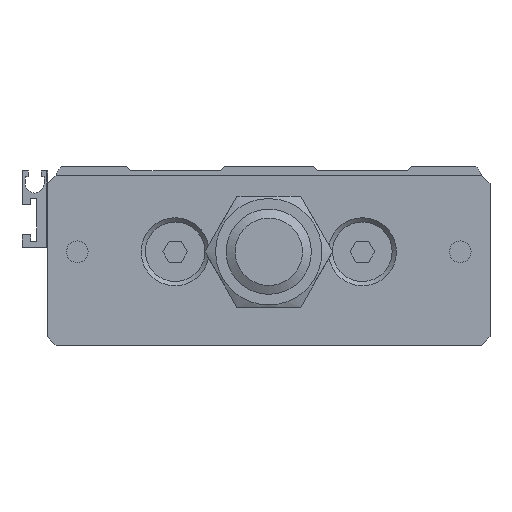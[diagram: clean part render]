
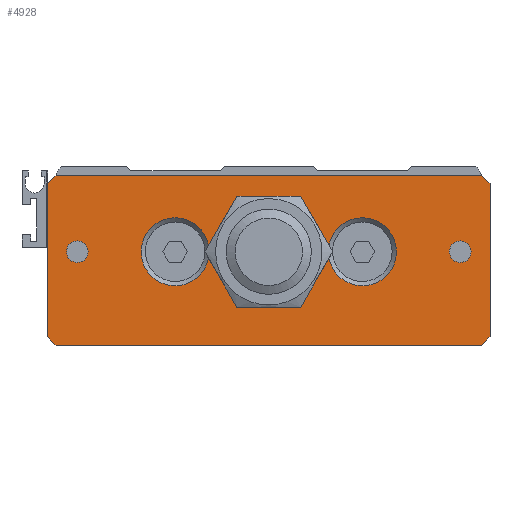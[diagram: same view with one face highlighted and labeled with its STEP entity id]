
A CAD part, left-side view. The second image highlights one B-rep face of the part: STEP entity #4928.
In plain terms, the highlighted planar face has unit normal (-1, 0, 0).
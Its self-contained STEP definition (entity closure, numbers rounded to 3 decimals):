
#3893=CARTESIAN_POINT('',(-20.,52.,-40.));
#3894=VERTEX_POINT('Vertex201',#3893);
#3901=CARTESIAN_POINT('',(-20.,52.,-4.));
#3902=VERTEX_POINT('Vertex202',#3901);
#3903=CARTESIAN_POINT('',(-20.,52.,-22.));
#3904=DIRECTION('',(0.,0.,-1.));
#3905=VECTOR('',#3904,1.);
#3906=LINE('nurbsCrv272',#3903,#3905);
#3907=EDGE_CURVE('Edge272',#3902,#3894,#3906,.T.);
#4098=CARTESIAN_POINT('',(-20.,-14.143,-21.504
));
#4099=VERTEX_POINT('Vertex209',#4098);
#4100=CARTESIAN_POINT('',(-20.,-14.143,-18.496)
);
#4101=VERTEX_POINT('Vertex208',#4100);
#4131=CARTESIAN_POINT('',(-20.,14.143,-18.496)
);
#4132=VERTEX_POINT('Vertex212',#4131);
#4133=CARTESIAN_POINT('',(-20.,14.143,-21.504)
);
#4134=VERTEX_POINT('Vertex211',#4133);
#4172=CARTESIAN_POINT('',(-20.,-7.506,-7.));
#4173=VERTEX_POINT('Vertex214',#4172);
#4174=CARTESIAN_POINT('',(-20.,-10.824,-12.748
));
#4175=DIRECTION('',(0.,-0.5,
-0.866));
#4176=VECTOR('',#4175,1.);
#4177=LINE('nurbsCrv291',#4174,#4176);
#4178=EDGE_CURVE('Edge291',#4173,#4101,#4177,.T.);
#4195=CARTESIAN_POINT('',(-20.,-7.506,-33.));
#4196=VERTEX_POINT('Vertex215',#4195);
#4203=CARTESIAN_POINT('',(-20.,-10.824,-27.252)
);
#4204=DIRECTION('',(0.,0.5,-0.866)
);
#4205=VECTOR('',#4204,1.);
#4206=LINE('nurbsCrv294',#4203,#4205);
#4207=EDGE_CURVE('Edge294',#4099,#4196,#4206,.T.);
#4220=CARTESIAN_POINT('',(-20.,7.506,-33.));
#4221=VERTEX_POINT('Vertex216',#4220);
#4228=CARTESIAN_POINT('',(-20.,0.,-33.));
#4229=DIRECTION('',(0.,1.,0.));
#4230=VECTOR('',#4229,1.);
#4231=LINE('nurbsCrv296',#4228,#4230);
#4232=EDGE_CURVE('Edge296',#4196,#4221,#4231,.T.);
#4251=CARTESIAN_POINT('',(-20.,10.824,-27.252)
);
#4252=DIRECTION('',(0.,0.5,0.866));
#4253=VECTOR('',#4252,1.);
#4254=LINE('nurbsCrv298',#4251,#4253);
#4255=EDGE_CURVE('Edge298',#4221,#4134,#4254,.T.);
#4269=CARTESIAN_POINT('',(-20.,7.506,-7.));
#4270=VERTEX_POINT('Vertex217',#4269);
#4271=CARTESIAN_POINT('',(-20.,0.,-7.));
#4272=DIRECTION('',(0.,-1.,0.));
#4273=VECTOR('',#4272,1.);
#4274=LINE('nurbsCrv299',#4271,#4273);
#4275=EDGE_CURVE('Edge299',#4270,#4173,#4274,.T.);
#4293=CARTESIAN_POINT('',(-20.,10.824,-12.748)
);
#4294=DIRECTION('',(0.,-0.5,0.866));
#4295=VECTOR('',#4294,1.);
#4296=LINE('nurbsCrv301',#4293,#4295);
#4297=EDGE_CURVE('Edge301',#4132,#4270,#4296,.T.);
#4559=CARTESIAN_POINT('',(-20.,-29.857,-18.496)
);
#4560=VERTEX_POINT('Vertex350',#4559);
#4561=CARTESIAN_POINT('',(-20.,-22.,-20.));
#4562=DIRECTION('',(1.,0.,0.));
#4563=DIRECTION('',(0.,0.982,0.188)
);
#4564=AXIS2_PLACEMENT_3D('',#4561,#4562,#4563);
#4565=CIRCLE('nurbsCrv1340',#4564,8.);
#4566=EDGE_CURVE('Edge538',#4101,#4560,#4565,.T.);
#4569=CARTESIAN_POINT('',(-20.,-22.,-20.));
#4570=DIRECTION('',(1.,0.,0.));
#4571=DIRECTION('',(0.,-0.982,0.188)
);
#4572=AXIS2_PLACEMENT_3D('',#4569,#4570,#4571);
#4573=CIRCLE('nurbsCrv1341',#4572,8.);
#4574=EDGE_CURVE('Edge539',#4560,#4099,#4573,.T.);
#4622=CARTESIAN_POINT('',(-20.,29.857,-18.496)
);
#4623=VERTEX_POINT('Vertex352',#4622);
#4624=CARTESIAN_POINT('',(-20.,22.,-20.));
#4625=DIRECTION('',(1.,0.,0.));
#4626=DIRECTION('',(0.,-0.982,-0.188
));
#4627=AXIS2_PLACEMENT_3D('',#4624,#4625,#4626);
#4628=CIRCLE('nurbsCrv1364',#4627,8.);
#4629=EDGE_CURVE('Edge543',#4134,#4623,#4628,.T.);
#4632=CARTESIAN_POINT('',(-20.,22.,-20.));
#4633=DIRECTION('',(1.,0.,0.));
#4634=DIRECTION('',(0.,0.982,0.188)
);
#4635=AXIS2_PLACEMENT_3D('',#4632,#4633,#4634);
#4636=CIRCLE('nurbsCrv1365',#4635,8.);
#4637=EDGE_CURVE('Edge544',#4623,#4132,#4636,.T.);
#4671=CARTESIAN_POINT('',(-20.,45.,-22.55));
#4672=VERTEX_POINT('Vertex232',#4671);
#4673=CARTESIAN_POINT('',(-20.,45.,-17.45));
#4674=VERTEX_POINT('Vertex354',#4673);
#4675=CARTESIAN_POINT('',(-20.,45.,-20.));
#4676=DIRECTION('',(1.,0.,0.));
#4677=DIRECTION('',(0.,0.,-1.));
#4678=AXIS2_PLACEMENT_3D('',#4675,#4676,#4677);
#4679=CIRCLE('nurbsCrv1380',#4678,2.55);
#4680=EDGE_CURVE('Edge548',#4672,#4674,#4679,.T.);
#4682=CARTESIAN_POINT('',(-20.,45.,-20.));
#4683=DIRECTION('',(1.,0.,0.));
#4684=DIRECTION('',(0.,0.,1.));
#4685=AXIS2_PLACEMENT_3D('',#4682,#4683,#4684);
#4686=CIRCLE('nurbsCrv1381',#4685,2.55);
#4687=EDGE_CURVE('Edge549',#4674,#4672,#4686,.T.);
#4717=CARTESIAN_POINT('',(-20.,-45.,-22.55));
#4718=VERTEX_POINT('Vertex234',#4717);
#4719=CARTESIAN_POINT('',(-20.,-45.,-17.45));
#4720=VERTEX_POINT('Vertex356',#4719);
#4721=CARTESIAN_POINT('',(-20.,-45.,-20.));
#4722=DIRECTION('',(1.,0.,0.));
#4723=DIRECTION('',(0.,0.,-1.));
#4724=AXIS2_PLACEMENT_3D('',#4721,#4722,#4723);
#4725=CIRCLE('nurbsCrv1393',#4724,2.55);
#4726=EDGE_CURVE('Edge553',#4718,#4720,#4725,.T.);
#4728=CARTESIAN_POINT('',(-20.,-45.,-20.));
#4729=DIRECTION('',(1.,0.,0.));
#4730=DIRECTION('',(0.,0.,1.));
#4731=AXIS2_PLACEMENT_3D('',#4728,#4729,#4730);
#4732=CIRCLE('nurbsCrv1394',#4731,2.55);
#4733=EDGE_CURVE('Edge554',#4720,#4718,#4732,.T.);
#4753=CARTESIAN_POINT('',(-20.,50.,-2.));
#4754=VERTEX_POINT('Vertex237',#4753);
#4755=CARTESIAN_POINT('',(-20.,51.,-3.));
#4756=DIRECTION('',(0.,-0.707,0.707));
#4757=VECTOR('',#4756,1.);
#4758=LINE('nurbsCrv323',#4755,#4757);
#4759=EDGE_CURVE('Edge323',#3902,#4754,#4758,.T.);
#4783=CARTESIAN_POINT('',(-20.,50.,-42.));
#4784=VERTEX_POINT('Vertex239',#4783);
#4791=CARTESIAN_POINT('',(-20.,51.,-41.));
#4792=DIRECTION('',(0.,0.707,0.707));
#4793=VECTOR('',#4792,1.);
#4794=LINE('nurbsCrv327',#4791,#4793);
#4795=EDGE_CURVE('Edge327',#4784,#3894,#4794,.T.);
#4814=CARTESIAN_POINT('',(-20.,-50.,-42.));
#4815=VERTEX_POINT('Vertex241',#4814);
#4822=CARTESIAN_POINT('',(-20.,0.,-42.));
#4823=DIRECTION('',(0.,1.,0.));
#4824=VECTOR('',#4823,1.);
#4825=LINE('nurbsCrv330',#4822,#4824);
#4826=EDGE_CURVE('Edge330',#4815,#4784,#4825,.T.);
#4851=CARTESIAN_POINT('',(-20.,-52.,-40.));
#4852=VERTEX_POINT('Vertex243',#4851);
#4859=CARTESIAN_POINT('',(-20.,-51.,-41.));
#4860=DIRECTION('',(0.,-0.707,0.707));
#4861=VECTOR('',#4860,1.);
#4862=LINE('nurbsCrv333',#4859,#4861);
#4863=EDGE_CURVE('Edge333',#4815,#4852,#4862,.T.);
#4874=CARTESIAN_POINT('',(-20.,-50.,-2.));
#4875=VERTEX_POINT('Vertex245',#4874);
#4876=CARTESIAN_POINT('',(-20.,-52.,-4.));
#4877=VERTEX_POINT('Vertex244',#4876);
#4878=CARTESIAN_POINT('',(-20.,-51.,-3.));
#4879=DIRECTION('',(0.,-0.707,-0.707));
#4880=VECTOR('',#4879,1.);
#4881=LINE('nurbsCrv334',#4878,#4880);
#4882=EDGE_CURVE('Edge334',#4875,#4877,#4881,.T.);
#4883=ORIENTED_EDGE('Edgeuse645',*,*,#4882,.F.);
#4884=CARTESIAN_POINT('',(-20.,0.,-2.));
#4885=DIRECTION('',(0.,1.,0.));
#4886=VECTOR('',#4885,1.);
#4887=LINE('nurbsCrv335',#4884,#4886);
#4888=EDGE_CURVE('Edge335',#4875,#4754,#4887,.T.);
#4889=ORIENTED_EDGE('Edgeuse646',*,*,#4888,.T.);
#4890=ORIENTED_EDGE('Edgeuse647',*,*,#4759,.F.);
#4891=ORIENTED_EDGE('Edgeuse648',*,*,#3907,.T.);
#4892=ORIENTED_EDGE('Edgeuse649',*,*,#4795,.F.);
#4893=ORIENTED_EDGE('Edgeuse650',*,*,#4826,.F.);
#4894=ORIENTED_EDGE('Edgeuse651',*,*,#4863,.T.);
#4895=CARTESIAN_POINT('',(-20.,-52.,-22.));
#4896=DIRECTION('',(0.,0.,-1.));
#4897=VECTOR('',#4896,1.);
#4898=LINE('nurbsCrv336',#4895,#4897);
#4899=EDGE_CURVE('Edge336',#4877,#4852,#4898,.T.);
#4900=ORIENTED_EDGE('Edgeuse652',*,*,#4899,.F.);
#4901=EDGE_LOOP('',(#4883,#4889,#4890,#4891,#4892,#4893,#4894,#4900));
#4902=FACE_OUTER_BOUND('',#4901,.T.);
#4903=ORIENTED_EDGE('Edgeuse1106',*,*,#4726,.T.);
#4904=ORIENTED_EDGE('Edgeuse1108',*,*,#4733,.T.);
#4905=EDGE_LOOP('',(#4903,#4904));
#4906=FACE_BOUND('',#4905,.T.);
#4907=ORIENTED_EDGE('Edgeuse1096',*,*,#4680,.T.);
#4908=ORIENTED_EDGE('Edgeuse1098',*,*,#4687,.T.);
#4909=EDGE_LOOP('',(#4907,#4908));
#4910=FACE_BOUND('',#4909,.T.);
#4911=ORIENTED_EDGE('Edgeuse637',*,*,#4297,.T.);
#4912=ORIENTED_EDGE('Edgeuse638',*,*,#4275,.T.);
#4913=ORIENTED_EDGE('Edgeuse639',*,*,#4178,.T.);
#4914=ORIENTED_EDGE('Edgeuse1076',*,*,#4566,.T.);
#4915=ORIENTED_EDGE('Edgeuse1078',*,*,#4574,.T.);
#4916=ORIENTED_EDGE('Edgeuse641',*,*,#4207,.T.);
#4917=ORIENTED_EDGE('Edgeuse642',*,*,#4232,.T.);
#4918=ORIENTED_EDGE('Edgeuse643',*,*,#4255,.T.);
#4919=ORIENTED_EDGE('Edgeuse1086',*,*,#4629,.T.);
#4920=ORIENTED_EDGE('Edgeuse1088',*,*,#4637,.T.);
#4921=EDGE_LOOP('',(#4911,#4912,#4913,#4914,#4915,#4916,#4917,#4918,#4919,#4920
));
#4922=FACE_BOUND('',#4921,.T.);
#4923=CARTESIAN_POINT('',(-20.,0.,-22.));
#4924=DIRECTION('',(-1.,0.,0.));
#4925=DIRECTION('',(0.,0.,1.));
#4926=AXIS2_PLACEMENT_3D('',#4923,#4924,#4925);
#4927=PLANE('nurbsSrf169',#4926);
#4928=ADVANCED_FACE('Face169',(#4902,#4906,#4910,#4922),#4927,.T.);
